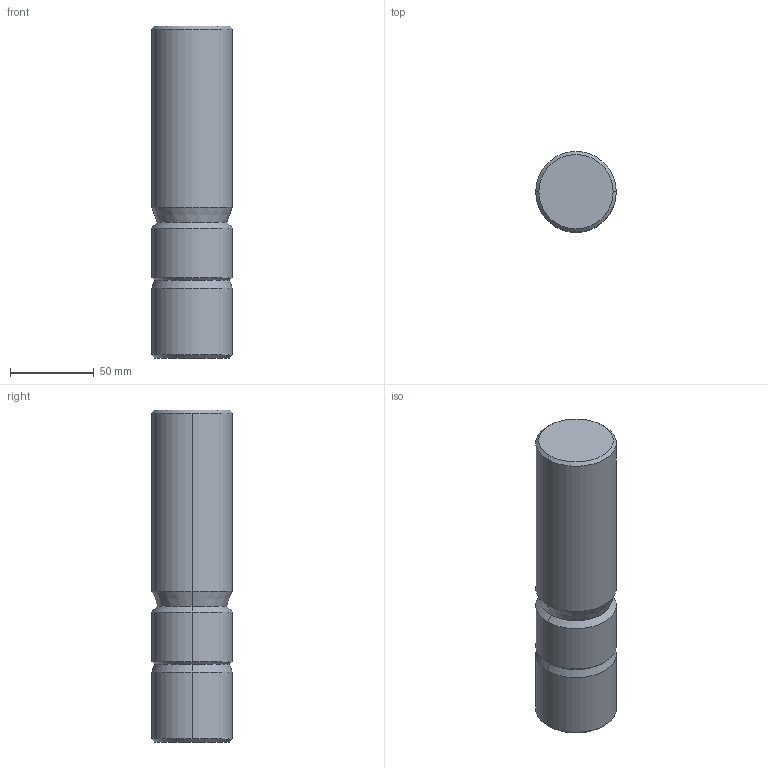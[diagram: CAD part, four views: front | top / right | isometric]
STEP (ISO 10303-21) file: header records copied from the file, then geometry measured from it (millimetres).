
FILE_DESCRIPTION(('starvars output'),'2;1');
FILE_NAME('Stiftschraube_M48x3-150_DIN938.stp','11:39:24 2019/05/10',('web2CAD AG, germany'),('web2CAD AG, germany'),'unknown preprocess', 'ACIS','unknown authorization');
FILE_SCHEMA(('CONFIG_CONTROL_DESIGN {UNKNOWN IMPLEMENTATION LEVEL}'));
Length unit declared in the file: millimetre
Products named in the file (1): PRODUCT_ID_1
Bounding box: 48 x 48 x 198 mm (x, y, z)
Volume: 354016.7 mm3; surface area: 33399.5 mm2
Topology: 1 solids, 1 shells, 20 faces, 38 edges, 20 vertices
Faces by surface type: cone 12, cylinder 6, plane 2
Entity records: 484 total; most frequent: ORIENTED_EDGE 76, DIRECTION 60, CARTESIAN_POINT 59, EDGE_CURVE 38, AXIS2_PLACEMENT_3D 21, VERTEX_POINT 20, EDGE_LOOP 20, FACE_BOUND 20
